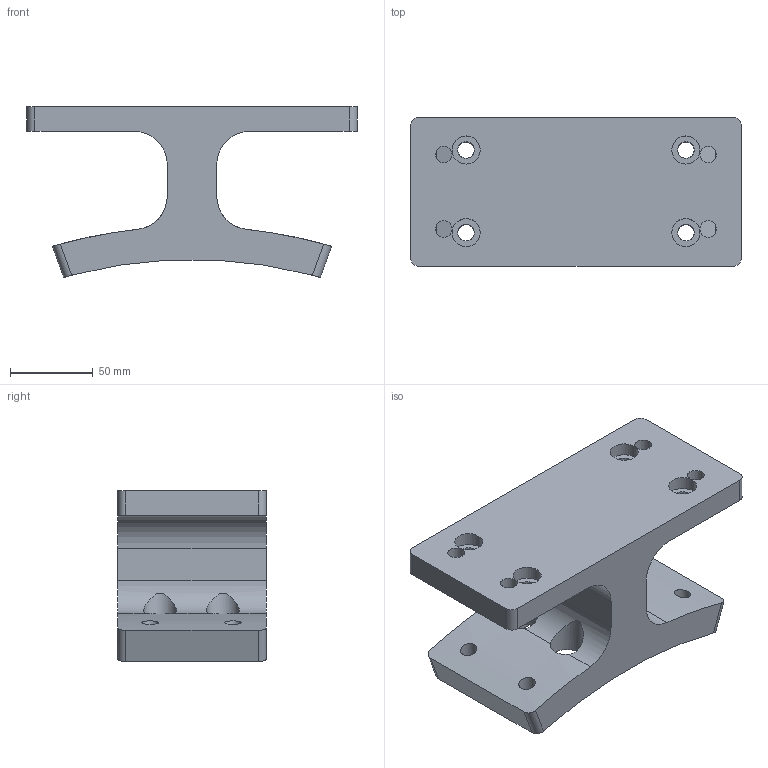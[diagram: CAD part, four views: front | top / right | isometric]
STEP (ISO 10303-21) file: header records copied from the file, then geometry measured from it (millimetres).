
FILE_DESCRIPTION(/* description */ (''),/* implementation_level */ '2;1');
FILE_NAME(/* name */ 'clock_mount.step',/* time_stamp */ '2023-02-14T13:04:49+01:00',/* author */ (''),/* organization */ (''),/* preprocessor_version */ 'ST-DEVELOPER v19.2',/* originating_system */ 'Autodesk Translation Framework v11.17.0.187',/* authorisation */ '');
FILE_SCHEMA (('AUTOMOTIVE_DESIGN { 1 0 10303 214 3 1 1 }'));
Length unit declared in the file: millimetre
Products named in the file (1): clock_mount
Bounding box: 200 x 90 x 103.36 mm (x, y, z)
Volume: 669278.5 mm3; surface area: 99285.5 mm2
Topology: 1 solids, 1 shells, 57 faces, 166 edges, 113 vertices
Faces by surface type: cylinder 37, plane 20
Full cylindrical faces by diameter (mm): 10 x13, 17 x4, 20 x4
Entity records: 2484 total; most frequent: CARTESIAN_POINT 887, ORIENTED_EDGE 332, DIRECTION 299, EDGE_CURVE 166, VERTEX_POINT 113, AXIS2_PLACEMENT_3D 111, EDGE_LOOP 91, LINE 77
